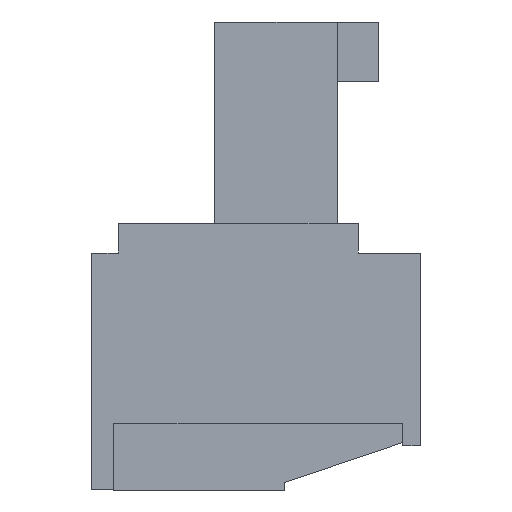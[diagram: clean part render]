
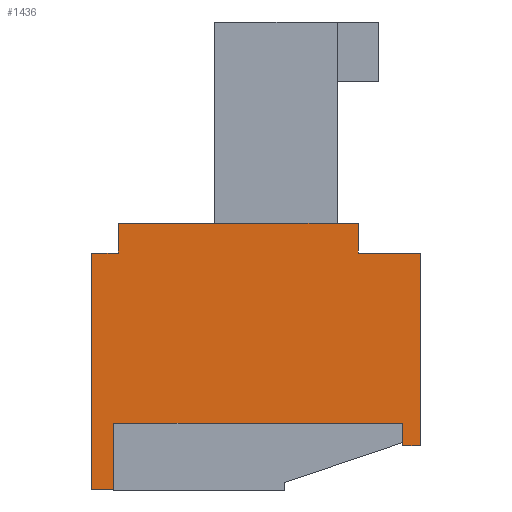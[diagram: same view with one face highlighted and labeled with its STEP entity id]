
A CAD part, left-side view. The second image highlights one B-rep face of the part: STEP entity #1436.
In plain terms, the highlighted planar face has unit normal (-1, 0, 0).
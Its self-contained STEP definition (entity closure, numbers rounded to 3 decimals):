
#1436 = ADVANCED_FACE( '', ( #3517 ), #3518, .F. );
#3517 = FACE_OUTER_BOUND( '', #6611, .T. );
#3518 = PLANE( '', #6612 );
#6611 = EDGE_LOOP( '', ( #9887, #9888, #9889, #9890, #9891, #9892, #9893, #9894, #9895, #9896, #9897, #9898 ) );
#6612 = AXIS2_PLACEMENT_3D( '', #9899, #9900, #9901 );
#9887 = ORIENTED_EDGE( '', *, *, #18480, .F. );
#9888 = ORIENTED_EDGE( '', *, *, #18481, .F. );
#9889 = ORIENTED_EDGE( '', *, *, #18482, .F. );
#9890 = ORIENTED_EDGE( '', *, *, #18483, .F. );
#9891 = ORIENTED_EDGE( '', *, *, #18484, .F. );
#9892 = ORIENTED_EDGE( '', *, *, #18485, .F. );
#9893 = ORIENTED_EDGE( '', *, *, #18486, .F. );
#9894 = ORIENTED_EDGE( '', *, *, #18487, .F. );
#9895 = ORIENTED_EDGE( '', *, *, #18488, .F. );
#9896 = ORIENTED_EDGE( '', *, *, #18489, .F. );
#9897 = ORIENTED_EDGE( '', *, *, #18490, .F. );
#9898 = ORIENTED_EDGE( '', *, *, #18491, .F. );
#9899 = CARTESIAN_POINT( '', ( -22.86, 0., 0. ) );
#9900 = DIRECTION( '', ( 1., 0., 0. ) );
#9901 = DIRECTION( '', ( 0., 0., -1. ) );
#18480 = EDGE_CURVE( '', #22042, #22043, #22044, .T. );
#18481 = EDGE_CURVE( '', #22045, #22042, #22046, .T. );
#18482 = EDGE_CURVE( '', #22047, #22045, #22048, .T. );
#18483 = EDGE_CURVE( '', #22049, #22047, #22050, .T. );
#18484 = EDGE_CURVE( '', #22051, #22049, #22052, .T. );
#18485 = EDGE_CURVE( '', #22053, #22051, #22054, .T. );
#18486 = EDGE_CURVE( '', #22055, #22053, #22056, .T. );
#18487 = EDGE_CURVE( '', #22057, #22055, #22058, .T. );
#18488 = EDGE_CURVE( '', #22059, #22057, #22060, .T. );
#18489 = EDGE_CURVE( '', #22061, #22059, #22062, .T. );
#18490 = EDGE_CURVE( '', #22063, #22061, #22064, .T. );
#18491 = EDGE_CURVE( '', #22043, #22063, #22065, .T. );
#22042 = VERTEX_POINT( '', #27257 );
#22043 = VERTEX_POINT( '', #27258 );
#22044 = LINE( '', #27259, #27260 );
#22045 = VERTEX_POINT( '', #27261 );
#22046 = LINE( '', #27262, #27263 );
#22047 = VERTEX_POINT( '', #27264 );
#22048 = LINE( '', #27265, #27266 );
#22049 = VERTEX_POINT( '', #27267 );
#22050 = LINE( '', #27268, #27269 );
#22051 = VERTEX_POINT( '', #27270 );
#22052 = LINE( '', #27271, #27272 );
#22053 = VERTEX_POINT( '', #27273 );
#22054 = LINE( '', #27274, #27275 );
#22055 = VERTEX_POINT( '', #27276 );
#22056 = LINE( '', #27277, #27278 );
#22057 = VERTEX_POINT( '', #27279 );
#22058 = LINE( '', #27280, #27281 );
#22059 = VERTEX_POINT( '', #27282 );
#22060 = LINE( '', #27283, #27284 );
#22061 = VERTEX_POINT( '', #27285 );
#22062 = LINE( '', #27286, #27287 );
#22063 = VERTEX_POINT( '', #27288 );
#22064 = LINE( '', #27289, #27290 );
#22065 = LINE( '', #27291, #27292 );
#27257 = CARTESIAN_POINT( '', ( -22.86, -4.05, 4. ) );
#27258 = CARTESIAN_POINT( '', ( -22.86, -6.15, 4. ) );
#27259 = CARTESIAN_POINT( '', ( -22.86, -4.05, 4. ) );
#27260 = VECTOR( '', #34345, 1000. );
#27261 = CARTESIAN_POINT( '', ( -22.86, -4.05, 5. ) );
#27262 = CARTESIAN_POINT( '', ( -22.86, -4.05, 5. ) );
#27263 = VECTOR( '', #34346, 1000. );
#27264 = CARTESIAN_POINT( '', ( -22.86, 4.05, 5. ) );
#27265 = CARTESIAN_POINT( '', ( -22.86, 4.05, 5. ) );
#27266 = VECTOR( '', #34347, 1000. );
#27267 = CARTESIAN_POINT( '', ( -22.86, 4.05, 4. ) );
#27268 = CARTESIAN_POINT( '', ( -22.86, 4.05, 4. ) );
#27269 = VECTOR( '', #34348, 1000. );
#27270 = CARTESIAN_POINT( '', ( -22.86, 4.95, 4. ) );
#27271 = CARTESIAN_POINT( '', ( -22.86, 4.95, 4. ) );
#27272 = VECTOR( '', #34349, 1000. );
#27273 = CARTESIAN_POINT( '', ( -22.86, 4.95, -4. ) );
#27274 = CARTESIAN_POINT( '', ( -22.86, 4.95, -4. ) );
#27275 = VECTOR( '', #34350, 1000. );
#27276 = CARTESIAN_POINT( '', ( -22.86, 4.2, -4. ) );
#27277 = CARTESIAN_POINT( '', ( -22.86, 4.2, -4. ) );
#27278 = VECTOR( '', #34351, 1000. );
#27279 = CARTESIAN_POINT( '', ( -22.86, 4.2, -1.75 ) );
#27280 = CARTESIAN_POINT( '', ( -22.86, 4.2, -1.75 ) );
#27281 = VECTOR( '', #34352, 1000. );
#27282 = CARTESIAN_POINT( '', ( -22.86, -5.55, -1.75 ) );
#27283 = CARTESIAN_POINT( '', ( -22.86, -5.55, -1.75 ) );
#27284 = VECTOR( '', #34353, 1000. );
#27285 = CARTESIAN_POINT( '', ( -22.86, -5.55, -2.5 ) );
#27286 = CARTESIAN_POINT( '', ( -22.86, -5.55, -2.5 ) );
#27287 = VECTOR( '', #34354, 1000. );
#27288 = CARTESIAN_POINT( '', ( -22.86, -6.15, -2.5 ) );
#27289 = CARTESIAN_POINT( '', ( -22.86, -6.15, -2.5 ) );
#27290 = VECTOR( '', #34355, 1000. );
#27291 = CARTESIAN_POINT( '', ( -22.86, -6.15, 4. ) );
#27292 = VECTOR( '', #34356, 1000. );
#34345 = DIRECTION( '', ( 0., -1., 0. ) );
#34346 = DIRECTION( '', ( 0., 0., -1. ) );
#34347 = DIRECTION( '', ( 0., -1., 0. ) );
#34348 = DIRECTION( '', ( 0., 0., 1. ) );
#34349 = DIRECTION( '', ( 0., -1., 0. ) );
#34350 = DIRECTION( '', ( 0., 0., 1. ) );
#34351 = DIRECTION( '', ( 0., 1., 0. ) );
#34352 = DIRECTION( '', ( 0., 0., -1. ) );
#34353 = DIRECTION( '', ( 0., 1., 0. ) );
#34354 = DIRECTION( '', ( 0., 0., 1. ) );
#34355 = DIRECTION( '', ( 0., 1., 0. ) );
#34356 = DIRECTION( '', ( 0., 0., -1. ) );
